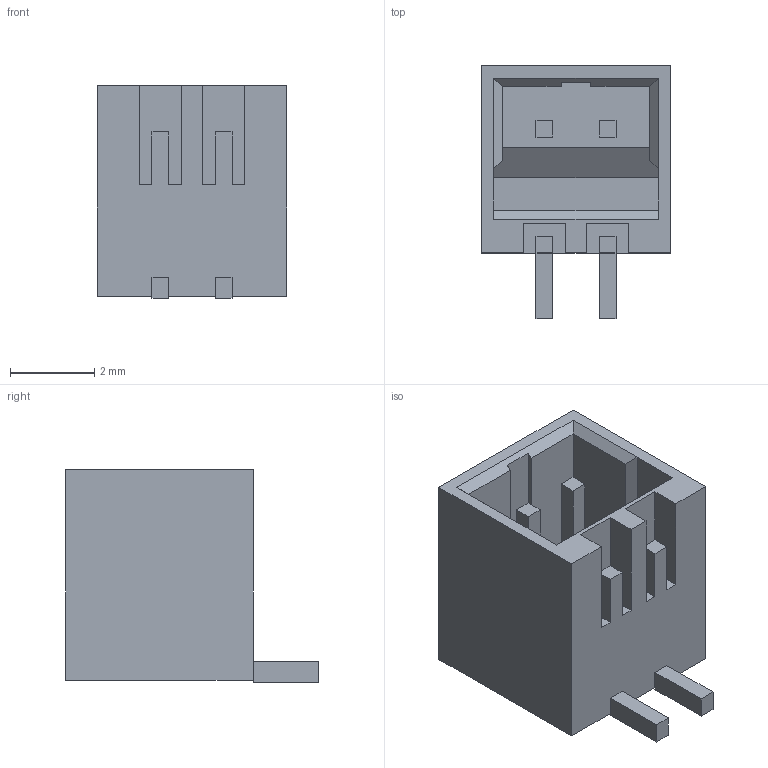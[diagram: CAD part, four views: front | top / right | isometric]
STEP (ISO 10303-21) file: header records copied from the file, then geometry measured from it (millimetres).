
FILE_DESCRIPTION((''),'2;1');
FILE_NAME('C-1775443-2','2019-01-15T00:13:59',('workeradm'),('TE Connectivity Ltd.'),'CREO PARAMETRIC BY PTC INC, 2018190','CREO PARAMETRIC BY PTC INC, 2018190','');
FILE_SCHEMA(('AUTOMOTIVE_DESIGN { 1 0 10303 214 1 1 1 1 }'));
Length unit declared in the file: millimetre
Products named in the file (1): C-1775443-2
Bounding box: 4.5 x 6 x 5.05 mm (x, y, z)
Volume: 60 mm3; surface area: 202.7 mm2
Topology: 1 solids, 1 shells, 63 faces, 166 edges, 108 vertices
Faces by surface type: plane 63
Entity records: 1940 total; most frequent: CARTESIAN_POINT 339, ORIENTED_EDGE 332, DIRECTION 292, VECTOR 166, LINE 166, EDGE_CURVE 166, VERTEX_POINT 108, EDGE_LOOP 66
